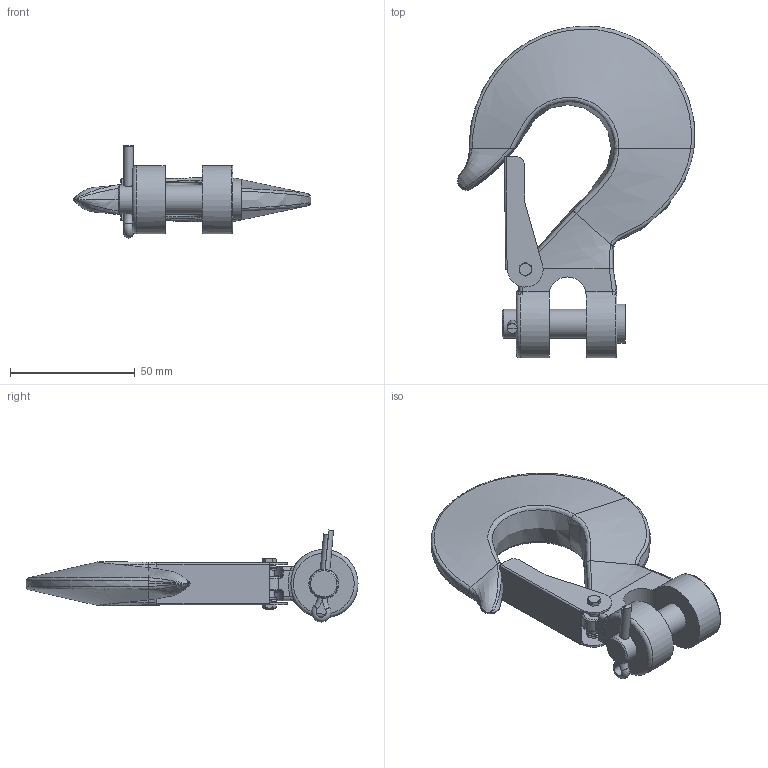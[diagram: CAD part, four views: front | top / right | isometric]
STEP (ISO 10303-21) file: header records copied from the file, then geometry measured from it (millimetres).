
FILE_DESCRIPTION(/* description */ (''),/* implementation_level */ '2;1');
FILE_NAME(/* name */ 'G70_38.stp',/* time_stamp */ '2022-12-09T11:48:15-08:00',/* author */ ('Aaron Bishop'),/* organization */ (''),/* preprocessor_version */ 'ST-DEVELOPER v18.1',/* originating_system */ 'Autodesk Inventor 2020',/* authorisation */ '');
FILE_SCHEMA (('AUTOMOTIVE_DESIGN { 1 0 10303 214 3 1 1 }'));
Length unit declared in the file: inch
Products named in the file (5): G70_38; G70_38_1; G70-PIN; 90520A161_1004-1045 Carbon Steel Cotter Pins; 3526T11_Spring Latch Kit for Lifting Hook with Pinhole
Assembly tree (4 placements, depth 2):
  G70_38
    G70_38_1
    G70-PIN
    90520A161_1004-1045 Carbon Steel Cotter Pins
    3526T11_Spring Latch Kit for Lifting Hook with Pinhole
Bounding box: 95.12 x 133.19 x 36.91 mm (x, y, z)
Volume: 74929.5 mm3; surface area: 25959.7 mm2
Topology: 7 solids, 7 shells, 206 faces, 535 edges, 326 vertices
Faces by surface type: bspline 85, plane 49, cylinder 41, torus 17, cone 14
Full cylindrical faces by diameter (mm): 0.766 x5, 3.607 x1, 4.064 x4, 11.544 x1, 12.065 x2, 15.697 x1
Entity records: 11539 total; most frequent: CARTESIAN_POINT 6817, ORIENTED_EDGE 1042, DIRECTION 822, EDGE_CURVE 521, AXIS2_PLACEMENT_3D 344, VERTEX_POINT 326, EDGE_LOOP 219, CIRCLE 214
